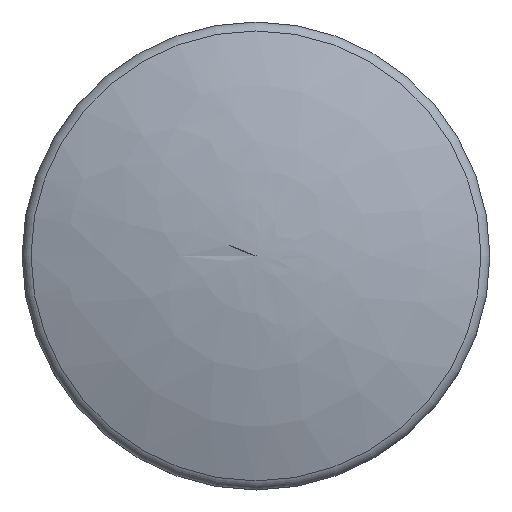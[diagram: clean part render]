
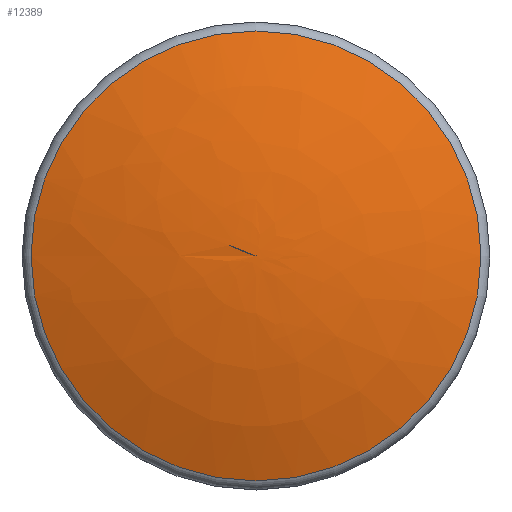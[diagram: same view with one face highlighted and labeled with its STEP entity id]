
A CAD part, top view. The second image highlights one B-rep face of the part: STEP entity #12389.
In plain terms, the highlighted free-form (B-spline) face has degree [2, 2] with [3, 9] control points.
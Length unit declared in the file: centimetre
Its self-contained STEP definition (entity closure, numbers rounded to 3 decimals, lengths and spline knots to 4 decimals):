
#70=(
BOUNDED_SURFACE()
B_SPLINE_SURFACE(2,2,((#18681,#18682,#18683,#18684,#18685,#18686,#18687,
#18688,#18689),(#18690,#18691,#18692,#18693,#18694,#18695,#18696,#18697,
#18698),(#18699,#18700,#18701,#18702,#18703,#18704,#18705,#18706,#18707)),
 .UNSPECIFIED.,.F.,.T.,.F.)
B_SPLINE_SURFACE_WITH_KNOTS((3,3),(3,2,2,2,3),(-1.5607,-1.2218),
(-3.1416,-1.5708,0.,1.5708,3.1416),
 .UNSPECIFIED.)
GEOMETRIC_REPRESENTATION_ITEM()
RATIONAL_B_SPLINE_SURFACE(((1.,0.707,1.,0.707,1.,
0.707,1.,0.707,1.),(0.986,0.697,
0.986,0.697,0.986,0.697,
0.986,0.697,0.986),(1.,0.707,
1.,0.707,1.,0.707,1.,0.707,1.)))
REPRESENTATION_ITEM('')
SURFACE()
);
#402=CIRCLE('',#13218,1.1539);
#403=CIRCLE('',#13219,3.478);
#994=FACE_OUTER_BOUND('',#1662,.T.);
#1662=EDGE_LOOP('',(#9401,#9402,#9403));
#5316=VERTEX_POINT('',#18678);
#5317=VERTEX_POINT('',#18708);
#6806=EDGE_CURVE('',#5316,#5316,#402,.T.);
#6807=EDGE_CURVE('',#5316,#5317,#403,.T.);
#9401=ORIENTED_EDGE('',*,*,#6806,.F.);
#9402=ORIENTED_EDGE('',*,*,#6807,.T.);
#9403=ORIENTED_EDGE('',*,*,#6807,.F.);
#12389=ADVANCED_FACE('',(#994),#70,.F.);
#13218=AXIS2_PLACEMENT_3D('',#18680,#15215,#15216);
#13219=AXIS2_PLACEMENT_3D('',#18709,#15217,#15218);
#15215=DIRECTION('center_axis',(0.,0.,
-1.));
#15216=DIRECTION('ref_axis',(0.,1.,0.));
#15217=DIRECTION('center_axis',(0.,1.,0.));
#15218=DIRECTION('ref_axis',(-1.,0.,0.));
#18678=CARTESIAN_POINT('',(-1.1539,0.,2.9331));
#18680=CARTESIAN_POINT('Origin',(0.,0.,
2.9331));
#18681=CARTESIAN_POINT('Ctrl Pts',(0.,0.,
3.1426));
#18682=CARTESIAN_POINT('Ctrl Pts',(0.,0.,
3.1426));
#18683=CARTESIAN_POINT('Ctrl Pts',(0.,0.,
3.1426));
#18684=CARTESIAN_POINT('Ctrl Pts',(0.,0.,
3.1426));
#18685=CARTESIAN_POINT('Ctrl Pts',(0.,0.,
3.1426));
#18686=CARTESIAN_POINT('Ctrl Pts',(0.,0.,
3.1426));
#18687=CARTESIAN_POINT('Ctrl Pts',(0.,0.,
3.1426));
#18688=CARTESIAN_POINT('Ctrl Pts',(0.,0.,
3.1426));
#18689=CARTESIAN_POINT('Ctrl Pts',(0.,0.,
3.1426));
#18690=CARTESIAN_POINT('Ctrl Pts',(-0.5949,0.,
3.1365));
#18691=CARTESIAN_POINT('Ctrl Pts',(-0.5949,0.5949,
3.1365));
#18692=CARTESIAN_POINT('Ctrl Pts',(0.,0.5949,
3.1365));
#18693=CARTESIAN_POINT('Ctrl Pts',(0.5949,0.5949,3.1365));
#18694=CARTESIAN_POINT('Ctrl Pts',(0.5949,0.,
3.1365));
#18695=CARTESIAN_POINT('Ctrl Pts',(0.5949,-0.5949,
3.1365));
#18696=CARTESIAN_POINT('Ctrl Pts',(0.,-0.5949,
3.1365));
#18697=CARTESIAN_POINT('Ctrl Pts',(-0.5949,-0.5949,
3.1365));
#18698=CARTESIAN_POINT('Ctrl Pts',(-0.5949,0.,
3.1365));
#18699=CARTESIAN_POINT('Ctrl Pts',(-1.1539,0.,
2.9331));
#18700=CARTESIAN_POINT('Ctrl Pts',(-1.1539,1.1539,2.9331));
#18701=CARTESIAN_POINT('Ctrl Pts',(0.,1.1539,
2.9331));
#18702=CARTESIAN_POINT('Ctrl Pts',(1.1539,1.1539,2.9331));
#18703=CARTESIAN_POINT('Ctrl Pts',(1.1539,0.,
2.9331));
#18704=CARTESIAN_POINT('Ctrl Pts',(1.1539,-1.1539,2.9331));
#18705=CARTESIAN_POINT('Ctrl Pts',(0.,-1.1539,
2.9331));
#18706=CARTESIAN_POINT('Ctrl Pts',(-1.1539,-1.1539,
2.9331));
#18707=CARTESIAN_POINT('Ctrl Pts',(-1.1539,0.,
2.9331));
#18708=CARTESIAN_POINT('',(0.,0.,3.1426));
#18709=CARTESIAN_POINT('Origin',(0.0353,0.,
-0.3352));
